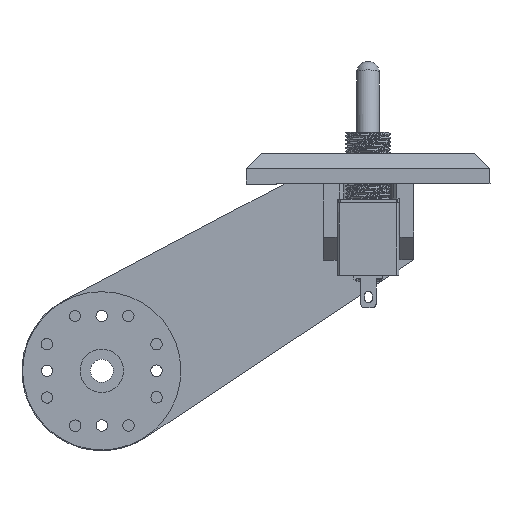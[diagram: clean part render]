
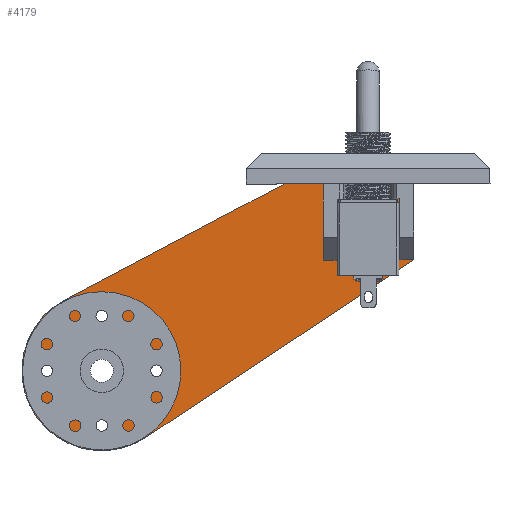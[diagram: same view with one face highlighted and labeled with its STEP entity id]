
A CAD part, front view. The second image highlights one B-rep face of the part: STEP entity #4179.
In plain terms, the highlighted face is planar.
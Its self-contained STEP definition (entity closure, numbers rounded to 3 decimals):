
#64=FACE_BOUND('',#608,.T.);
#65=FACE_BOUND('',#609,.T.);
#66=FACE_BOUND('',#610,.T.);
#67=FACE_BOUND('',#611,.T.);
#68=FACE_BOUND('',#612,.T.);
#191=PLANE('',#4611);
#384=FACE_OUTER_BOUND('',#607,.T.);
#607=EDGE_LOOP('',(#3608,#3609,#3610,#3611,#3612,#3613,#3614,#3615,#3616,
#3617,#3618,#3619,#3620,#3621));
#608=EDGE_LOOP('',(#3622));
#609=EDGE_LOOP('',(#3623));
#610=EDGE_LOOP('',(#3624));
#611=EDGE_LOOP('',(#3625));
#612=EDGE_LOOP('',(#3626));
#782=CIRCLE('',#4585,1.25);
#784=CIRCLE('',#4588,1.25);
#786=CIRCLE('',#4591,1.25);
#788=CIRCLE('',#4594,1.25);
#793=CIRCLE('',#4612,10.5);
#794=CIRCLE('',#4613,4.25);
#1199=LINE('',#18189,#1554);
#1204=LINE('',#18201,#1559);
#1215=LINE('',#18226,#1570);
#1219=LINE('',#18233,#1574);
#1229=LINE('',#18253,#1584);
#1230=LINE('',#18257,#1585);
#1231=LINE('',#18259,#1586);
#1232=LINE('',#18260,#1587);
#1233=LINE('',#18262,#1588);
#1234=LINE('',#18265,#1589);
#1235=LINE('',#18267,#1590);
#1236=LINE('',#18269,#1591);
#1237=LINE('',#18270,#1592);
#1554=VECTOR('',#5484,10.);
#1559=VECTOR('',#5491,10.);
#1570=VECTOR('',#5512,10.);
#1574=VECTOR('',#5518,10.);
#1584=VECTOR('',#5534,10.);
#1585=VECTOR('',#5539,10.);
#1586=VECTOR('',#5542,10.);
#1587=VECTOR('',#5543,10.);
#1588=VECTOR('',#5544,10.);
#1589=VECTOR('',#5547,10.);
#1590=VECTOR('',#5548,10.);
#1591=VECTOR('',#5549,10.);
#1592=VECTOR('',#5550,10.);
#1947=VERTEX_POINT('',#18141);
#1949=VERTEX_POINT('',#18147);
#1951=VERTEX_POINT('',#18153);
#1953=VERTEX_POINT('',#18159);
#1964=VERTEX_POINT('',#18186);
#1965=VERTEX_POINT('',#18188);
#1970=VERTEX_POINT('',#18198);
#1971=VERTEX_POINT('',#18200);
#1979=VERTEX_POINT('',#18223);
#1980=VERTEX_POINT('',#18225);
#1982=VERTEX_POINT('',#18231);
#1987=VERTEX_POINT('',#18244);
#1989=VERTEX_POINT('',#18251);
#1990=VERTEX_POINT('',#18255);
#1991=VERTEX_POINT('',#18261);
#1992=VERTEX_POINT('',#18263);
#1993=VERTEX_POINT('',#18266);
#1994=VERTEX_POINT('',#18268);
#1995=VERTEX_POINT('',#18271);
#2491=EDGE_CURVE('',#1947,#1947,#782,.T.);
#2494=EDGE_CURVE('',#1949,#1949,#784,.T.);
#2497=EDGE_CURVE('',#1951,#1951,#786,.T.);
#2500=EDGE_CURVE('',#1953,#1953,#788,.T.);
#2514=EDGE_CURVE('',#1965,#1964,#1199,.T.);
#2520=EDGE_CURVE('',#1971,#1970,#1204,.T.);
#2532=EDGE_CURVE('',#1980,#1979,#1215,.T.);
#2536=EDGE_CURVE('',#1979,#1982,#1219,.T.);
#2546=EDGE_CURVE('',#1987,#1989,#1229,.T.);
#2548=EDGE_CURVE('',#1990,#1970,#1230,.T.);
#2549=EDGE_CURVE('',#1990,#1980,#1231,.T.);
#2550=EDGE_CURVE('',#1982,#1965,#1232,.T.);
#2551=EDGE_CURVE('',#1964,#1991,#1233,.T.);
#2552=EDGE_CURVE('',#1991,#1992,#793,.T.);
#2553=EDGE_CURVE('',#1992,#1987,#1234,.T.);
#2554=EDGE_CURVE('',#1989,#1993,#1235,.T.);
#2555=EDGE_CURVE('',#1993,#1994,#1236,.T.);
#2556=EDGE_CURVE('',#1971,#1994,#1237,.T.);
#2557=EDGE_CURVE('',#1995,#1995,#794,.T.);
#3608=ORIENTED_EDGE('',*,*,#2548,.F.);
#3609=ORIENTED_EDGE('',*,*,#2549,.T.);
#3610=ORIENTED_EDGE('',*,*,#2532,.T.);
#3611=ORIENTED_EDGE('',*,*,#2536,.T.);
#3612=ORIENTED_EDGE('',*,*,#2550,.T.);
#3613=ORIENTED_EDGE('',*,*,#2514,.T.);
#3614=ORIENTED_EDGE('',*,*,#2551,.T.);
#3615=ORIENTED_EDGE('',*,*,#2552,.T.);
#3616=ORIENTED_EDGE('',*,*,#2553,.T.);
#3617=ORIENTED_EDGE('',*,*,#2546,.T.);
#3618=ORIENTED_EDGE('',*,*,#2554,.T.);
#3619=ORIENTED_EDGE('',*,*,#2555,.T.);
#3620=ORIENTED_EDGE('',*,*,#2556,.F.);
#3621=ORIENTED_EDGE('',*,*,#2520,.T.);
#3622=ORIENTED_EDGE('',*,*,#2491,.T.);
#3623=ORIENTED_EDGE('',*,*,#2494,.T.);
#3624=ORIENTED_EDGE('',*,*,#2497,.T.);
#3625=ORIENTED_EDGE('',*,*,#2500,.T.);
#3626=ORIENTED_EDGE('',*,*,#2557,.T.);
#4179=ADVANCED_FACE('',(#384,#64,#65,#66,#67,#68),#191,.T.);
#4585=AXIS2_PLACEMENT_3D('',#18142,#5441,#5442);
#4588=AXIS2_PLACEMENT_3D('',#18148,#5448,#5449);
#4591=AXIS2_PLACEMENT_3D('',#18154,#5455,#5456);
#4594=AXIS2_PLACEMENT_3D('',#18160,#5462,#5463);
#4611=AXIS2_PLACEMENT_3D('',#18258,#5540,#5541);
#4612=AXIS2_PLACEMENT_3D('',#18264,#5545,#5546);
#4613=AXIS2_PLACEMENT_3D('',#18272,#5551,#5552);
#5441=DIRECTION('center_axis',(0.,0.,-1.));
#5442=DIRECTION('ref_axis',(1.,0.,0.));
#5448=DIRECTION('center_axis',(0.,0.,-1.));
#5449=DIRECTION('ref_axis',(1.,0.,0.));
#5455=DIRECTION('center_axis',(0.,0.,-1.));
#5456=DIRECTION('ref_axis',(1.,0.,0.));
#5462=DIRECTION('center_axis',(0.,0.,-1.));
#5463=DIRECTION('ref_axis',(1.,0.,0.));
#5484=DIRECTION('',(-1.,0.,0.));
#5491=DIRECTION('',(-1.,0.,0.));
#5512=DIRECTION('',(0.,-1.,0.));
#5518=DIRECTION('',(-1.,0.,0.));
#5534=DIRECTION('',(-1.,0.,0.));
#5539=DIRECTION('',(0.,1.,0.));
#5540=DIRECTION('center_axis',(0.,0.,1.));
#5541=DIRECTION('ref_axis',(1.,0.,0.));
#5542=DIRECTION('',(-1.,0.,0.));
#5543=DIRECTION('',(0.,1.,0.));
#5544=DIRECTION('',(-0.885,-0.466,0.));
#5545=DIRECTION('center_axis',(0.,0.,1.));
#5546=DIRECTION('ref_axis',(-0.466,0.885,0.));
#5547=DIRECTION('',(0.834,0.551,0.));
#5548=DIRECTION('',(0.,1.,0.));
#5549=DIRECTION('',(-1.,0.,0.));
#5550=DIRECTION('',(0.,-1.,0.));
#5551=DIRECTION('center_axis',(0.,0.,-1.));
#5552=DIRECTION('ref_axis',(-1.,0.,0.));
#18141=CARTESIAN_POINT('',(-1.25,-7.2,3.));
#18142=CARTESIAN_POINT('Origin',(0.,-7.2,3.));
#18147=CARTESIAN_POINT('',(-8.45,0.,3.));
#18148=CARTESIAN_POINT('Origin',(-7.2,0.,3.));
#18153=CARTESIAN_POINT('',(5.95,0.,3.));
#18154=CARTESIAN_POINT('Origin',(7.2,0.,3.));
#18159=CARTESIAN_POINT('',(-1.25,7.2,3.));
#18160=CARTESIAN_POINT('Origin',(0.,7.2,3.));
#18186=CARTESIAN_POINT('',(24.,24.5,3.));
#18188=CARTESIAN_POINT('',(29.15,24.5,3.));
#18189=CARTESIAN_POINT('',(41.,24.5,3.));
#18198=CARTESIAN_POINT('',(34.825,24.5,3.));
#18200=CARTESIAN_POINT('',(35.325,24.5,3.));
#18201=CARTESIAN_POINT('',(41.,24.5,3.));
#18223=CARTESIAN_POINT('',(30.95,14.5,3.));
#18225=CARTESIAN_POINT('',(30.95,22.5,3.));
#18226=CARTESIAN_POINT('',(30.95,10.75,3.));
#18231=CARTESIAN_POINT('',(29.15,14.5,3.));
#18233=CARTESIAN_POINT('',(22.2,14.5,3.));
#18244=CARTESIAN_POINT('',(41.,14.5,3.));
#18251=CARTESIAN_POINT('',(39.2,14.5,3.));
#18253=CARTESIAN_POINT('',(27.225,14.5,3.));
#18255=CARTESIAN_POINT('',(34.825,22.5,3.));
#18257=CARTESIAN_POINT('',(34.825,14.75,3.));
#18258=CARTESIAN_POINT('Origin',(15.25,7.,3.));
#18259=CARTESIAN_POINT('',(23.1,22.5,3.));
#18260=CARTESIAN_POINT('',(29.15,15.75,3.));
#18261=CARTESIAN_POINT('',(-4.891,9.291,3.));
#18262=CARTESIAN_POINT('',(24.,24.5,3.));
#18263=CARTESIAN_POINT('',(5.787,-8.761,3.));
#18264=CARTESIAN_POINT('Origin',(0.,0.,3.));
#18265=CARTESIAN_POINT('',(5.787,-8.761,3.));
#18266=CARTESIAN_POINT('',(39.2,22.5,3.));
#18267=CARTESIAN_POINT('',(39.2,14.75,3.));
#18268=CARTESIAN_POINT('',(35.325,22.5,3.));
#18269=CARTESIAN_POINT('',(26.788,22.5,3.));
#18270=CARTESIAN_POINT('',(35.325,15.75,3.));
#18271=CARTESIAN_POINT('',(4.25,0.,3.));
#18272=CARTESIAN_POINT('Origin',(0.,0.,3.));
